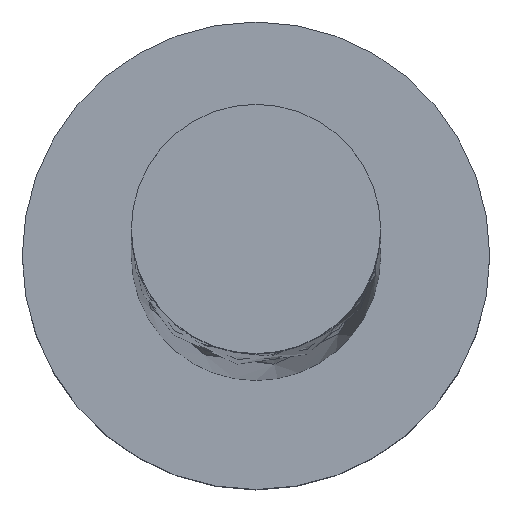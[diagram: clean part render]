
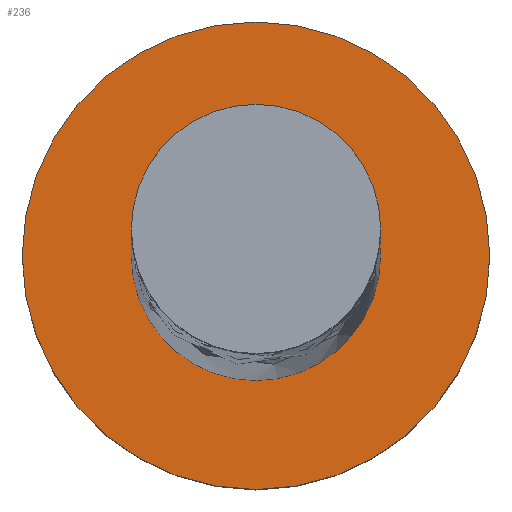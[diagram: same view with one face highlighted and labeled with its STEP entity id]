
A CAD part, top view. The second image highlights one B-rep face of the part: STEP entity #236.
In plain terms, the highlighted planar face has unit normal (0, 0, 1).
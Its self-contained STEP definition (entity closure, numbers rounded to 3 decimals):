
#13 = EDGE_CURVE ( 'NONE', #1334, #481, #1330, .T. ) ;
#48 = DIRECTION ( 'NONE',  ( 1., 0., 0. ) ) ;
#55 = DIRECTION ( 'NONE',  ( 0., 0., 1. ) ) ;
#113 = CARTESIAN_POINT ( 'NONE',  ( -1.5, 0., 1.5 ) ) ;
#118 = DIRECTION ( 'NONE',  ( 1., 0., 0. ) ) ;
#157 = EDGE_LOOP ( 'NONE', ( #608, #1119 ) ) ;
#236 = ADVANCED_FACE ( 'NONE', ( #855, #648 ), #1176, .T. ) ;
#298 = CARTESIAN_POINT ( 'NONE',  ( 0., 0., 1.5 ) ) ;
#360 = CARTESIAN_POINT ( 'NONE',  ( 0., 0., 1.5 ) ) ;
#396 = CARTESIAN_POINT ( 'NONE',  ( -0.8, 0., 1.5 ) ) ;
#425 = AXIS2_PLACEMENT_3D ( 'NONE', #530, #726, #720 ) ;
#457 = CARTESIAN_POINT ( 'NONE',  ( 0., 0., 1.5 ) ) ;
#475 = CARTESIAN_POINT ( 'NONE',  ( 1.5, 0., 1.5 ) ) ;
#481 = VERTEX_POINT ( 'NONE', #396 ) ;
#489 = CARTESIAN_POINT ( 'NONE',  ( 0., 0., 1.5 ) ) ;
#496 = EDGE_CURVE ( 'NONE', #1112, #1328, #1092, .T. ) ;
#530 = CARTESIAN_POINT ( 'NONE',  ( 0., 0., 1.5 ) ) ;
#536 = DIRECTION ( 'NONE',  ( 1., 0., 0. ) ) ;
#543 = CIRCLE ( 'NONE', #765, 0.8 ) ;
#608 = ORIENTED_EDGE ( 'NONE', *, *, #734, .F. ) ;
#648 = FACE_OUTER_BOUND ( 'NONE', #804, .T. ) ;
#720 = DIRECTION ( 'NONE',  ( 1., 0., 0. ) ) ;
#726 = DIRECTION ( 'NONE',  ( 0., 0., 1. ) ) ;
#734 = EDGE_CURVE ( 'NONE', #481, #1334, #543, .T. ) ;
#765 = AXIS2_PLACEMENT_3D ( 'NONE', #489, #55, #48 ) ;
#804 = EDGE_LOOP ( 'NONE', ( #845, #1050 ) ) ;
#845 = ORIENTED_EDGE ( 'NONE', *, *, #496, .T. ) ;
#846 = AXIS2_PLACEMENT_3D ( 'NONE', #360, #1074, #536 ) ;
#855 = FACE_BOUND ( 'NONE', #157, .T. ) ;
#883 = DIRECTION ( 'NONE',  ( 1., 0., 0. ) ) ;
#901 = CIRCLE ( 'NONE', #1117, 1.5 ) ;
#902 = CARTESIAN_POINT ( 'NONE',  ( 0.8, 0., 1.5 ) ) ;
#947 = EDGE_CURVE ( 'NONE', #1328, #1112, #901, .T. ) ;
#1031 = AXIS2_PLACEMENT_3D ( 'NONE', #457, #1102, #883 ) ;
#1050 = ORIENTED_EDGE ( 'NONE', *, *, #947, .T. ) ;
#1074 = DIRECTION ( 'NONE',  ( 0., 0., 1. ) ) ;
#1092 = CIRCLE ( 'NONE', #1031, 1.5 ) ;
#1102 = DIRECTION ( 'NONE',  ( 0., 0., 1. ) ) ;
#1112 = VERTEX_POINT ( 'NONE', #113 ) ;
#1117 = AXIS2_PLACEMENT_3D ( 'NONE', #298, #1169, #118 ) ;
#1119 = ORIENTED_EDGE ( 'NONE', *, *, #13, .F. ) ;
#1169 = DIRECTION ( 'NONE',  ( 0., 0., 1. ) ) ;
#1176 = PLANE ( 'NONE',  #846 ) ;
#1328 = VERTEX_POINT ( 'NONE', #475 ) ;
#1330 = CIRCLE ( 'NONE', #425, 0.8 ) ;
#1334 = VERTEX_POINT ( 'NONE', #902 ) ;
